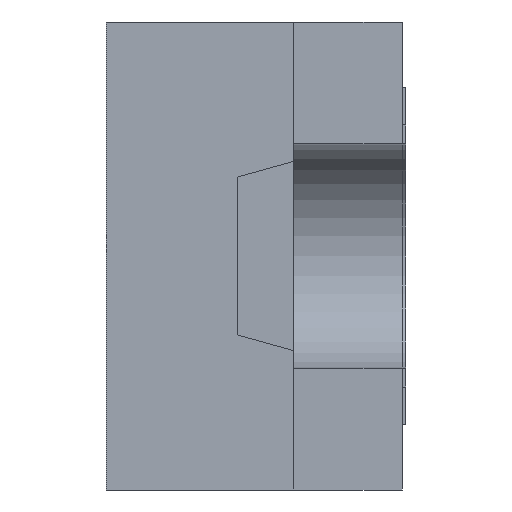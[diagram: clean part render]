
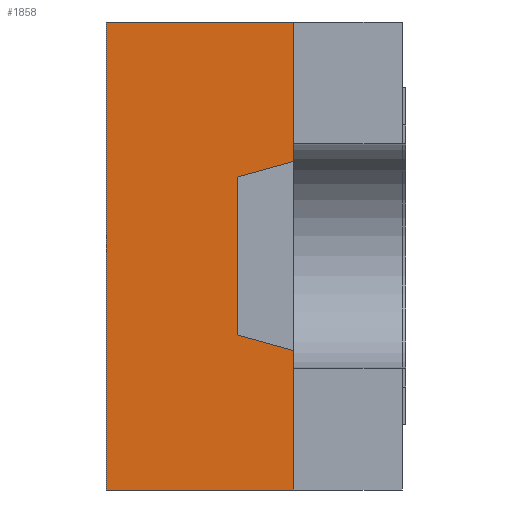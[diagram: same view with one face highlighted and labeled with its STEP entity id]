
A CAD part, left-side view. The second image highlights one B-rep face of the part: STEP entity #1858.
In plain terms, the highlighted planar face has unit normal (-1, 0, 0).
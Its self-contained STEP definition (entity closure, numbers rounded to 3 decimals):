
#1 = VECTOR ( 'NONE', #2237, 1000. ) ;
#5 = EDGE_CURVE ( 'NONE', #1442, #2574, #953, .T. ) ;
#83 = CARTESIAN_POINT ( 'NONE',  ( -1., 0.44, 0.211 ) ) ;
#220 = ORIENTED_EDGE ( 'NONE', *, *, #911, .F. ) ;
#265 = VERTEX_POINT ( 'NONE', #1210 ) ;
#314 = DIRECTION ( 'NONE',  ( 0., 0.963, 0.269 ) ) ;
#342 = DIRECTION ( 'NONE',  ( 0., 0.963, -0.269 ) ) ;
#359 = VECTOR ( 'NONE', #342, 1000. ) ;
#402 = CARTESIAN_POINT ( 'NONE',  ( -1., 0.79, -0.625 ) ) ;
#403 = EDGE_CURVE ( 'NONE', #265, #684, #770, .T. ) ;
#472 = ORIENTED_EDGE ( 'NONE', *, *, #403, .T. ) ;
#504 = LINE ( 'NONE', #2109, #1050 ) ;
#513 = FACE_OUTER_BOUND ( 'NONE', #1331, .T. ) ;
#519 = VECTOR ( 'NONE', #2125, 1000. ) ;
#615 = VECTOR ( 'NONE', #1039, 1000. ) ;
#627 = CARTESIAN_POINT ( 'NONE',  ( -1., 0.29, 0.253 ) ) ;
#684 = VERTEX_POINT ( 'NONE', #1555 ) ;
#703 = PLANE ( 'NONE',  #865 ) ;
#765 = VERTEX_POINT ( 'NONE', #402 ) ;
#770 = LINE ( 'NONE', #1435, #1 ) ;
#826 = EDGE_CURVE ( 'NONE', #265, #765, #2026, .T. ) ;
#854 = DIRECTION ( 'NONE',  ( 0., 1., 0. ) ) ;
#865 = AXIS2_PLACEMENT_3D ( 'NONE', #2150, #1391, #1376 ) ;
#907 = VECTOR ( 'NONE', #314, 1000. ) ;
#911 = EDGE_CURVE ( 'NONE', #2574, #1604, #1677, .T. ) ;
#923 = CARTESIAN_POINT ( 'NONE',  ( -1., 0.44, -0.211 ) ) ;
#953 = LINE ( 'NONE', #2177, #359 ) ;
#1007 = CARTESIAN_POINT ( 'NONE',  ( -1., 0.79, -0.625 ) ) ;
#1039 = DIRECTION ( 'NONE',  ( 0., 0., -1. ) ) ;
#1050 = VECTOR ( 'NONE', #2345, 1000. ) ;
#1060 = VERTEX_POINT ( 'NONE', #1190 ) ;
#1160 = ORIENTED_EDGE ( 'NONE', *, *, #1231, .T. ) ;
#1190 = CARTESIAN_POINT ( 'NONE',  ( -1., 0.79, 0.625 ) ) ;
#1210 = CARTESIAN_POINT ( 'NONE',  ( -1., 0.29, -0.625 ) ) ;
#1231 = EDGE_CURVE ( 'NONE', #1442, #2096, #504, .T. ) ;
#1331 = EDGE_LOOP ( 'NONE', ( #1562, #220, #2502, #1160, #1597, #1586, #1335, #472 ) ) ;
#1335 = ORIENTED_EDGE ( 'NONE', *, *, #826, .F. ) ;
#1376 = DIRECTION ( 'NONE',  ( 0., 0., -1. ) ) ;
#1391 = DIRECTION ( 'NONE',  ( 1., 0., 0. ) ) ;
#1429 = CARTESIAN_POINT ( 'NONE',  ( -1., 0.79, 0.625 ) ) ;
#1435 = CARTESIAN_POINT ( 'NONE',  ( -1., 0.29, 0. ) ) ;
#1442 = VERTEX_POINT ( 'NONE', #627 ) ;
#1477 = VECTOR ( 'NONE', #854, 1000. ) ;
#1555 = CARTESIAN_POINT ( 'NONE',  ( -1., 0.29, -0.253 ) ) ;
#1562 = ORIENTED_EDGE ( 'NONE', *, *, #1967, .T. ) ;
#1586 = ORIENTED_EDGE ( 'NONE', *, *, #1979, .F. ) ;
#1597 = ORIENTED_EDGE ( 'NONE', *, *, #1755, .F. ) ;
#1604 = VERTEX_POINT ( 'NONE', #923 ) ;
#1656 = DIRECTION ( 'NONE',  ( 0., -1., 0. ) ) ;
#1677 = LINE ( 'NONE', #1860, #615 ) ;
#1695 = CARTESIAN_POINT ( 'NONE',  ( -1., 0.224, -0.271 ) ) ;
#1734 = LINE ( 'NONE', #2583, #519 ) ;
#1755 = EDGE_CURVE ( 'NONE', #1060, #2096, #2094, .T. ) ;
#1858 = ADVANCED_FACE ( 'NONE', ( #513 ), #703, .F. ) ;
#1860 = CARTESIAN_POINT ( 'NONE',  ( -1., 0.44, -0.625 ) ) ;
#1967 = EDGE_CURVE ( 'NONE', #684, #1604, #2145, .T. ) ;
#1979 = EDGE_CURVE ( 'NONE', #765, #1060, #1734, .T. ) ;
#2026 = LINE ( 'NONE', #1007, #1477 ) ;
#2094 = LINE ( 'NONE', #1429, #2496 ) ;
#2096 = VERTEX_POINT ( 'NONE', #2260 ) ;
#2109 = CARTESIAN_POINT ( 'NONE',  ( -1., 0.29, 0. ) ) ;
#2125 = DIRECTION ( 'NONE',  ( 0., 0., 1. ) ) ;
#2145 = LINE ( 'NONE', #1695, #907 ) ;
#2150 = CARTESIAN_POINT ( 'NONE',  ( -1., 0.79, -0.625 ) ) ;
#2177 = CARTESIAN_POINT ( 'NONE',  ( -1., 0.29, 0.253 ) ) ;
#2237 = DIRECTION ( 'NONE',  ( 0., 0., 1. ) ) ;
#2260 = CARTESIAN_POINT ( 'NONE',  ( -1., 0.29, 0.625 ) ) ;
#2345 = DIRECTION ( 'NONE',  ( 0., 0., 1. ) ) ;
#2496 = VECTOR ( 'NONE', #1656, 1000. ) ;
#2502 = ORIENTED_EDGE ( 'NONE', *, *, #5, .F. ) ;
#2574 = VERTEX_POINT ( 'NONE', #83 ) ;
#2583 = CARTESIAN_POINT ( 'NONE',  ( -1., 0.79, -0.625 ) ) ;
